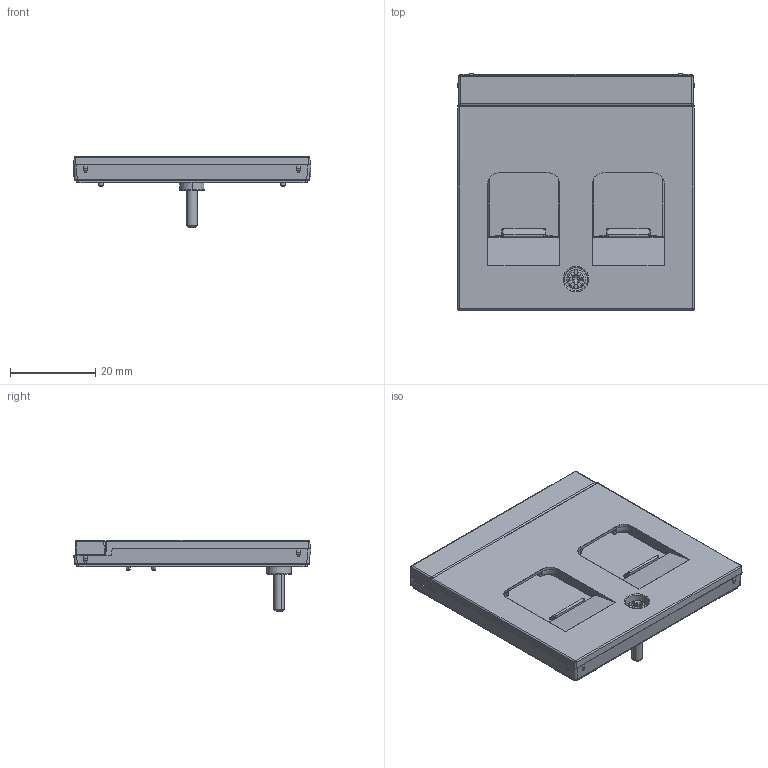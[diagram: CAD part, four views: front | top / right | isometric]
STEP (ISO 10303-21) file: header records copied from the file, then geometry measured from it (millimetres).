
FILE_DESCRIPTION((''),'2;1');
FILE_NAME('WAF1161_GEN_ASM','2025-03-04T09:36:05',('andolfs'),(''),'CREO PARAMETRIC BY PTC INC, 2023154','CREO PARAMETRIC BY PTC INC, 2023154','');
FILE_SCHEMA(('CONFIG_CONTROL_DESIGN','SHAPE_APPEARANCE_LAYERS_GROUPS'));
Products named in the file (8): W4G0128_18; W1A2297_GEN; W1A2362_GEN; W1Z0182_00; 9025094_GEN; 9025054000; 9002559000; WAF1161_GEN_ASM
Assembly tree (8 placements, depth 2):
  WAF1161_GEN_ASM
    W4G0128_18
    W1A2297_GEN
    W1A2362_GEN
    W1Z0182_00
    9025094_GEN  x2
    9025054000
    9002559000
Bounding box: 55.9 x 55.9 x 16.75 mm (x, y, z)
Volume: 9414.6 mm3; surface area: 13949.4 mm2
Topology: 7 solids, 7 shells, 2498 faces, 6756 edges, 4331 vertices
Faces by surface type: plane 1670, cylinder 468, extrusion 99, bspline 92, sphere 61, torus 56, cone 52
Entity records: 79858 total; most frequent: CARTESIAN_POINT 21948, ORIENTED_EDGE 12094, DIRECTION 10373, EDGE_CURVE 6047, VECTOR 4685, LINE 4588, VERTEX_POINT 3885, AXIS2_PLACEMENT_3D 2844
